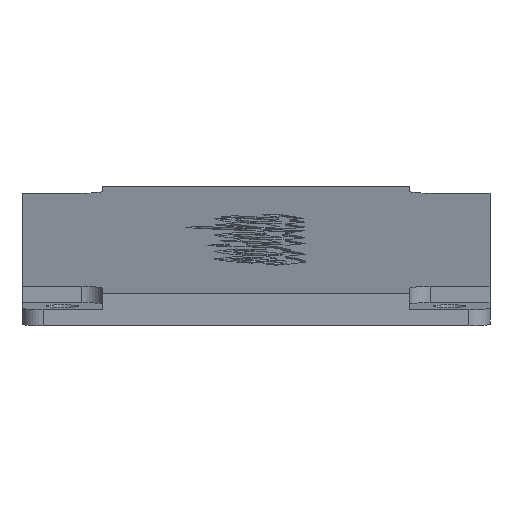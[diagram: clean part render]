
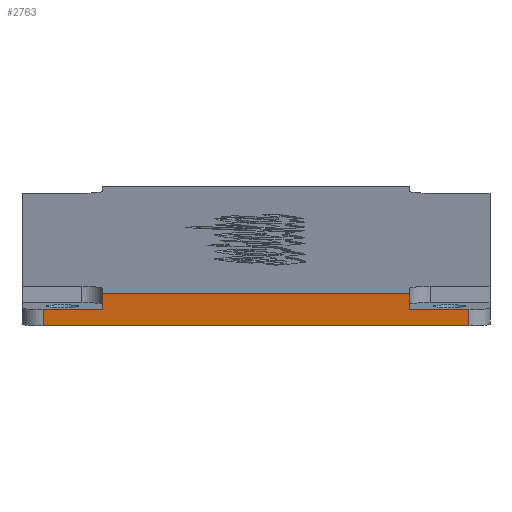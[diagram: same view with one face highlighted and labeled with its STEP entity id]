
A CAD part, front view. The second image highlights one B-rep face of the part: STEP entity #2763.
In plain terms, the highlighted planar face has unit normal (0, -0.996, -0.087).
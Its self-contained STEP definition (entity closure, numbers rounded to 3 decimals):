
#107=PLANE('',#2847);
#251=FACE_OUTER_BOUND('',#407,.T.);
#407=EDGE_LOOP('',(#2519,#2520,#2521,#2522,#2523,#2524,#2525,#2526));
#578=LINE('',#4701,#796);
#581=LINE('',#4717,#799);
#593=LINE('',#4758,#811);
#601=LINE('',#4776,#819);
#608=LINE('',#4797,#826);
#610=LINE('',#4803,#828);
#615=LINE('',#4819,#833);
#620=LINE('',#4826,#838);
#796=VECTOR('',#3080,10.);
#799=VECTOR('',#3095,10.);
#811=VECTOR('',#3137,10.);
#819=VECTOR('',#3155,10.);
#826=VECTOR('',#3176,10.);
#828=VECTOR('',#3182,10.);
#833=VECTOR('',#3199,10.);
#838=VECTOR('',#3208,10.);
#1237=VERTEX_POINT('',#4670);
#1252=VERTEX_POINT('',#4699);
#1258=VERTEX_POINT('',#4714);
#1259=VERTEX_POINT('',#4716);
#1273=VERTEX_POINT('',#4757);
#1278=VERTEX_POINT('',#4775);
#1285=VERTEX_POINT('',#4795);
#1287=VERTEX_POINT('',#4801);
#1638=EDGE_CURVE('',#1252,#1237,#578,.T.);
#1644=EDGE_CURVE('',#1258,#1259,#581,.T.);
#1664=EDGE_CURVE('',#1273,#1237,#593,.T.);
#1673=EDGE_CURVE('',#1278,#1273,#601,.T.);
#1684=EDGE_CURVE('',#1252,#1285,#608,.T.);
#1687=EDGE_CURVE('',#1285,#1287,#610,.T.);
#1695=EDGE_CURVE('',#1278,#1258,#615,.T.);
#1700=EDGE_CURVE('',#1259,#1287,#620,.T.);
#2519=ORIENTED_EDGE('',*,*,#1664,.T.);
#2520=ORIENTED_EDGE('',*,*,#1638,.F.);
#2521=ORIENTED_EDGE('',*,*,#1684,.T.);
#2522=ORIENTED_EDGE('',*,*,#1687,.T.);
#2523=ORIENTED_EDGE('',*,*,#1700,.F.);
#2524=ORIENTED_EDGE('',*,*,#1644,.F.);
#2525=ORIENTED_EDGE('',*,*,#1695,.F.);
#2526=ORIENTED_EDGE('',*,*,#1673,.T.);
#2763=ADVANCED_FACE('',(#251),#107,.T.);
#2847=AXIS2_PLACEMENT_3D('',#4840,#3229,#3230);
#3080=DIRECTION('',(1.,0.,0.));
#3095=DIRECTION('',(-1.,0.,0.));
#3137=DIRECTION('',(0.,-0.087,0.996));
#3155=DIRECTION('',(-1.,0.,0.));
#3176=DIRECTION('',(0.,0.087,-0.996));
#3182=DIRECTION('',(-1.,0.,0.));
#3199=DIRECTION('',(0.,0.087,-0.996));
#3208=DIRECTION('',(0.,-0.087,0.996));
#3229=DIRECTION('center_axis',(0.,-0.996,
-0.087));
#3230=DIRECTION('ref_axis',(-1.,0.,0.));
#4670=CARTESIAN_POINT('',(300.2,-139.952,38.964));
#4699=CARTESIAN_POINT('',(281.281,-139.952,38.964));
#4701=CARTESIAN_POINT('',(277.825,-139.952,38.964));
#4714=CARTESIAN_POINT('',(303.9,-139.777,36.972));
#4716=CARTESIAN_POINT('',(277.581,-139.777,36.972));
#4717=CARTESIAN_POINT('',(277.825,-139.777,36.972));
#4757=CARTESIAN_POINT('',(300.2,-139.864,37.968));
#4758=CARTESIAN_POINT('',(300.2,-139.952,38.964));
#4775=CARTESIAN_POINT('',(303.9,-139.864,37.968));
#4776=CARTESIAN_POINT('',(297.408,-139.864,37.968));
#4795=CARTESIAN_POINT('',(281.281,-139.864,37.968));
#4797=CARTESIAN_POINT('',(281.281,-139.952,38.964));
#4801=CARTESIAN_POINT('',(277.581,-139.864,37.968));
#4803=CARTESIAN_POINT('',(297.408,-139.864,37.968));
#4819=CARTESIAN_POINT('',(303.9,-139.952,38.964));
#4826=CARTESIAN_POINT('',(277.581,-139.952,38.964));
#4840=CARTESIAN_POINT('Origin',(304.075,-139.952,38.964));
